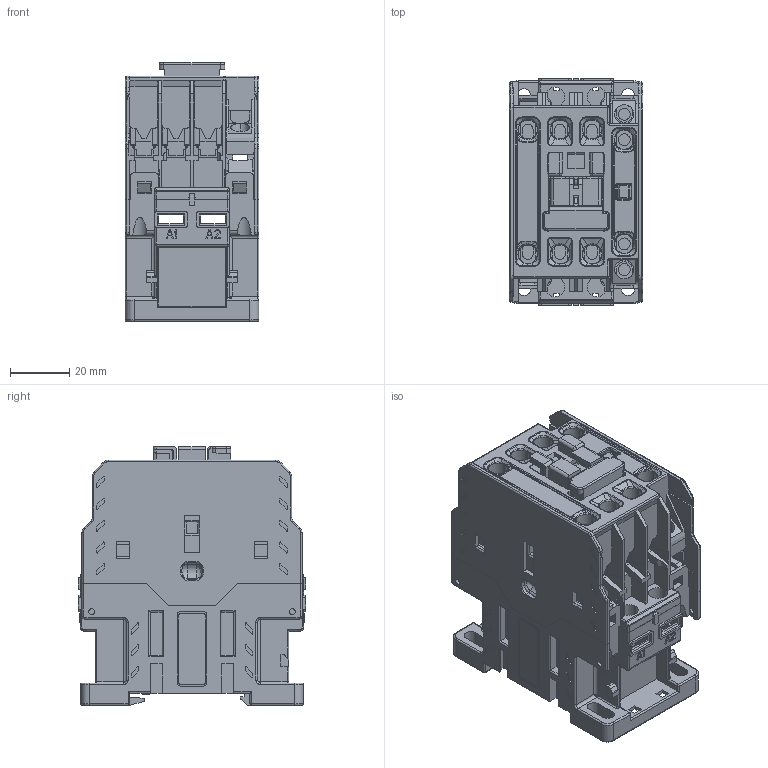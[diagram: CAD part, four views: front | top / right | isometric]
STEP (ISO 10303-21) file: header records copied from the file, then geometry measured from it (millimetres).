
FILE_DESCRIPTION((''),'2;1');
FILE_NAME('2HC_401_1014_ASM','2022-03-25T09:50:42',('LESTER'),(''),'CREO PARAMETRIC BY PTC INC, 2018100','CREO PARAMETRIC BY PTC INC, 2018100','');
FILE_SCHEMA(('AUTOMOTIVE_DESIGN { 1 0 10303 214 1 1 1 1 }'));
Products named in the file (7): 8HC_022_1000; 5HC_022_1000_ASM; 8HC_024_1010; 5HC_024_1008_ASM; 8HC_315_1009; 8HC_104_1010; 2HC_401_1014_ASM
Assembly tree (6 placements, depth 3):
  2HC_401_1014_ASM
    5HC_022_1000_ASM
      8HC_022_1000
    5HC_024_1008_ASM
      8HC_024_1010
    8HC_315_1009
    8HC_104_1010
Bounding box: 45 x 76.6 x 87 mm (x, y, z)
Volume: 73728.2 mm3; surface area: 98373.9 mm2
Topology: 4 solids, 4 shells, 6091 faces, 16898 edges, 10956 vertices
Faces by surface type: plane 4726, cylinder 858, bspline 316, torus 89, cone 54, sphere 42, extrusion 6
Entity records: 296615 total; most frequent: CARTESIAN_POINT 57379, ORIENTED_EDGE 33784, DIRECTION 29647, PRESENTATION_STYLE_ASSIGNMENT 21340, STYLED_ITEM 21315, CURVE_STYLE 16913, EDGE_CURVE 16892, VECTOR 14348
